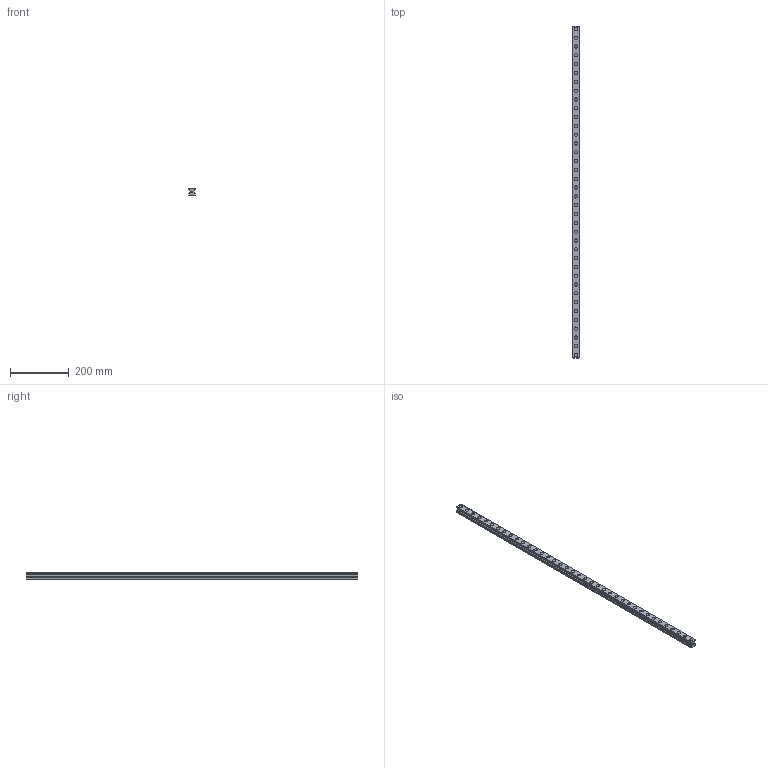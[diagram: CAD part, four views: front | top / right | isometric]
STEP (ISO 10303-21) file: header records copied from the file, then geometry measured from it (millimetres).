
FILE_DESCRIPTION(('STEP AP214'),'1');
FILE_NAME('cctmp_959973C0-BA25-4708-BF88-7D84A8621E14_2021_03_10_11_42_28_0478..stp','2021-03-10T10:42:28',('HIWIN GmbH'),('CADClick - www.CADClick.com'),'Spatial InterOp 3D',' ','unknown authorization');
FILE_SCHEMA(('AUTOMOTIVE_DESIGN'));
Length unit declared in the file: millimetre
Products named in the file (1): RGR25R1130H_FILE
Bounding box: 23 x 1130 x 23.6 mm (x, y, z)
Volume: 452706.6 mm3; surface area: 141017 mm2
Topology: 1 solids, 1 shells, 459 faces, 1017 edges, 678 vertices
Faces by surface type: cylinder 246, plane 213
Entity records: 16579 total; most frequent: DIRECTION 2429, CARTESIAN_POINT 2155, ORIENTED_EDGE 2034, EDGE_CURVE 1017, AXIS2_PLACEMENT_3D 952, VERTEX_POINT 678, EDGE_LOOP 577, LINE 525
